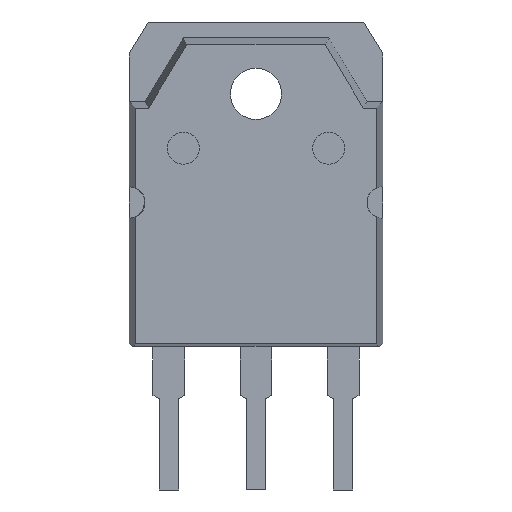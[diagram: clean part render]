
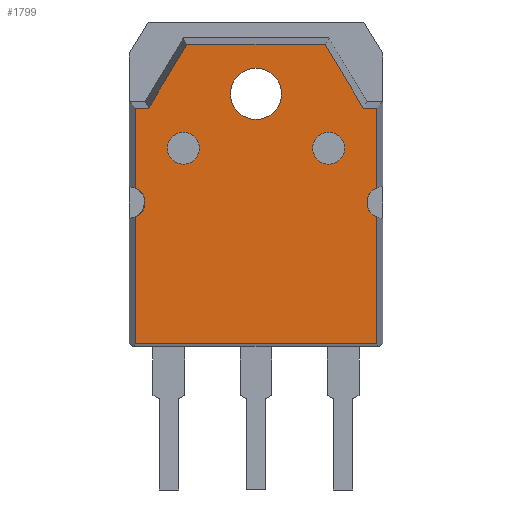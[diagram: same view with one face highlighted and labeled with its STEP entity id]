
A CAD part, front view. The second image highlights one B-rep face of the part: STEP entity #1799.
In plain terms, the highlighted planar face has unit normal (0, -1, 0).
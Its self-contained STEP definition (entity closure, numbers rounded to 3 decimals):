
#957=CARTESIAN_POINT('',(1.6,-1.625,21.));
#958=VERTEX_POINT('',#957);
#974=CARTESIAN_POINT('',(-1.6,-1.625,21.));
#975=VERTEX_POINT('',#974);
#982=CARTESIAN_POINT('',(0.,-1.625,21.));
#983=DIRECTION('',(0.0,1.0,0.0));
#984=DIRECTION('',(1.0,0.0,0.0));
#985=AXIS2_PLACEMENT_3D('',#982,#983,#984);
#986=CIRCLE('',#985,1.6);
#987=EDGE_CURVE('',#958,#975,#986,.T.);
#997=CARTESIAN_POINT('',(-3.55,-1.625,17.6));
#998=VERTEX_POINT('',#997);
#1007=CARTESIAN_POINT('',(-5.55,-1.625,17.6));
#1008=VERTEX_POINT('',#1007);
#1009=CARTESIAN_POINT('',(-4.55,-1.625,17.6));
#1010=DIRECTION('',(0.0,1.0,0.0));
#1011=DIRECTION('',(1.0,0.0,0.0));
#1012=AXIS2_PLACEMENT_3D('',#1009,#1010,#1011);
#1013=CIRCLE('',#1012,1.0);
#1014=EDGE_CURVE('',#1008,#998,#1013,.T.);
#1039=CARTESIAN_POINT('',(5.55,-1.625,17.6));
#1040=VERTEX_POINT('',#1039);
#1049=CARTESIAN_POINT('',(3.55,-1.625,17.6));
#1050=VERTEX_POINT('',#1049);
#1051=CARTESIAN_POINT('',(4.55,-1.625,17.6));
#1052=DIRECTION('',(0.0,1.0,0.0));
#1053=DIRECTION('',(1.0,0.0,0.0));
#1054=AXIS2_PLACEMENT_3D('',#1051,#1052,#1053);
#1055=CIRCLE('',#1054,1.0);
#1056=EDGE_CURVE('',#1050,#1040,#1055,.T.);
#1185=CARTESIAN_POINT('',(-7.55,-1.625,5.35));
#1186=VERTEX_POINT('',#1185);
#1193=CARTESIAN_POINT('',(-7.55,-1.625,13.283));
#1194=VERTEX_POINT('',#1193);
#1195=CARTESIAN_POINT('',(-7.55,-1.625,5.35));
#1196=DIRECTION('',(0.0,0.0,1.0));
#1197=VECTOR('',#1196,7.933);
#1198=LINE('',#1195,#1197);
#1199=EDGE_CURVE('',#1186,#1194,#1198,.T.);
#1219=CARTESIAN_POINT('',(7.55,-1.625,5.35));
#1220=VERTEX_POINT('',#1219);
#1227=CARTESIAN_POINT('',(7.55,-1.625,5.35));
#1228=DIRECTION('',(-1.0,0.0,0.0));
#1229=VECTOR('',#1228,15.1);
#1230=LINE('',#1227,#1229);
#1231=EDGE_CURVE('',#1220,#1186,#1230,.T.);
#1250=CARTESIAN_POINT('',(7.55,-1.625,13.283));
#1251=VERTEX_POINT('',#1250);
#1259=CARTESIAN_POINT('',(7.55,-1.625,13.283));
#1260=DIRECTION('',(0.0,0.0,-1.0));
#1261=VECTOR('',#1260,7.933);
#1262=LINE('',#1259,#1261);
#1263=EDGE_CURVE('',#1251,#1220,#1262,.T.);
#1293=CARTESIAN_POINT('',(7.55,-1.625,15.117));
#1294=VERTEX_POINT('',#1293);
#1302=CARTESIAN_POINT('',(7.95,-1.625,14.2));
#1303=DIRECTION('',(0.0,1.0,0.0));
#1304=DIRECTION('',(-1.0,0.0,0.0));
#1305=AXIS2_PLACEMENT_3D('',#1302,#1303,#1304);
#1306=CIRCLE('',#1305,1.0);
#1307=EDGE_CURVE('',#1251,#1294,#1306,.T.);
#1355=CARTESIAN_POINT('',(-7.55,-1.625,15.117));
#1356=VERTEX_POINT('',#1355);
#1364=CARTESIAN_POINT('',(-7.55,-1.625,20.1));
#1365=VERTEX_POINT('',#1364);
#1366=CARTESIAN_POINT('',(-7.55,-1.625,15.117));
#1367=DIRECTION('',(0.0,0.0,1.0));
#1368=VECTOR('',#1367,4.983);
#1369=LINE('',#1366,#1368);
#1370=EDGE_CURVE('',#1356,#1365,#1369,.T.);
#1396=CARTESIAN_POINT('',(-6.724,-1.625,20.1));
#1397=VERTEX_POINT('',#1396);
#1398=CARTESIAN_POINT('',(-7.55,-1.625,20.1));
#1399=DIRECTION('',(1.0,0.0,0.0));
#1400=VECTOR('',#1399,0.826);
#1401=LINE('',#1398,#1400);
#1402=EDGE_CURVE('',#1365,#1397,#1401,.T.);
#1418=CARTESIAN_POINT('',(-4.324,-1.625,24.1));
#1419=VERTEX_POINT('',#1418);
#1420=CARTESIAN_POINT('',(-6.724,-1.625,20.1));
#1421=DIRECTION('',(0.514,0.,0.857));
#1422=VECTOR('',#1421,4.665);
#1423=LINE('',#1420,#1422);
#1424=EDGE_CURVE('',#1397,#1419,#1423,.T.);
#1449=CARTESIAN_POINT('',(4.324,-1.625,24.1));
#1450=VERTEX_POINT('',#1449);
#1451=CARTESIAN_POINT('',(-4.324,-1.625,24.1));
#1452=DIRECTION('',(1.0,0.0,0.0));
#1453=VECTOR('',#1452,8.647);
#1454=LINE('',#1451,#1453);
#1455=EDGE_CURVE('',#1419,#1450,#1454,.T.);
#1480=CARTESIAN_POINT('',(6.724,-1.625,20.1));
#1481=VERTEX_POINT('',#1480);
#1482=CARTESIAN_POINT('',(4.324,-1.625,24.1));
#1483=DIRECTION('',(0.514,0.,-0.857));
#1484=VECTOR('',#1483,4.665);
#1485=LINE('',#1482,#1484);
#1486=EDGE_CURVE('',#1450,#1481,#1485,.T.);
#1511=CARTESIAN_POINT('',(7.55,-1.625,20.1));
#1512=VERTEX_POINT('',#1511);
#1513=CARTESIAN_POINT('',(6.724,-1.625,20.1));
#1514=DIRECTION('',(1.0,0.0,0.0));
#1515=VECTOR('',#1514,0.826);
#1516=LINE('',#1513,#1515);
#1517=EDGE_CURVE('',#1481,#1512,#1516,.T.);
#1543=CARTESIAN_POINT('',(7.55,-1.625,20.1));
#1544=DIRECTION('',(0.0,0.0,-1.0));
#1545=VECTOR('',#1544,4.983);
#1546=LINE('',#1543,#1545);
#1547=EDGE_CURVE('',#1512,#1294,#1546,.T.);
#1614=CARTESIAN_POINT('',(4.55,-1.625,17.6));
#1615=DIRECTION('',(0.0,1.0,0.0));
#1616=DIRECTION('',(1.0,0.0,0.0));
#1617=AXIS2_PLACEMENT_3D('',#1614,#1615,#1616);
#1618=CIRCLE('',#1617,1.0);
#1619=EDGE_CURVE('',#1040,#1050,#1618,.T.);
#1648=CARTESIAN_POINT('',(-4.55,-1.625,17.6));
#1649=DIRECTION('',(0.0,1.0,0.0));
#1650=DIRECTION('',(1.0,0.0,0.0));
#1651=AXIS2_PLACEMENT_3D('',#1648,#1649,#1650);
#1652=CIRCLE('',#1651,1.0);
#1653=EDGE_CURVE('',#998,#1008,#1652,.T.);
#1674=CARTESIAN_POINT('',(0.,-1.625,21.));
#1675=DIRECTION('',(0.0,1.0,0.0));
#1676=DIRECTION('',(1.0,0.0,0.0));
#1677=AXIS2_PLACEMENT_3D('',#1674,#1675,#1676);
#1678=CIRCLE('',#1677,1.6);
#1679=EDGE_CURVE('',#975,#958,#1678,.T.);
#1730=CARTESIAN_POINT('',(-7.95,-1.625,14.2));
#1731=DIRECTION('',(0.0,1.0,0.0));
#1732=DIRECTION('',(1.0,0.0,0.0));
#1733=AXIS2_PLACEMENT_3D('',#1730,#1731,#1732);
#1734=CIRCLE('',#1733,1.0);
#1735=EDGE_CURVE('',#1356,#1194,#1734,.T.);
#1768=CARTESIAN_POINT('',(0.,-1.625,14.19));
#1769=DIRECTION('',(0.0,-1.0,0.0));
#1770=DIRECTION('',(1.0,0.0,0.0));
#1771=AXIS2_PLACEMENT_3D('',#1768,#1769,#1770);
#1772=PLANE('',#1771);
#1773=ORIENTED_EDGE('',*,*,#1231,.F.);
#1774=ORIENTED_EDGE('',*,*,#1263,.F.);
#1775=ORIENTED_EDGE('',*,*,#1307,.T.);
#1776=ORIENTED_EDGE('',*,*,#1547,.F.);
#1777=ORIENTED_EDGE('',*,*,#1517,.F.);
#1778=ORIENTED_EDGE('',*,*,#1486,.F.);
#1779=ORIENTED_EDGE('',*,*,#1455,.F.);
#1780=ORIENTED_EDGE('',*,*,#1424,.F.);
#1781=ORIENTED_EDGE('',*,*,#1402,.F.);
#1782=ORIENTED_EDGE('',*,*,#1370,.F.);
#1783=ORIENTED_EDGE('',*,*,#1735,.T.);
#1784=ORIENTED_EDGE('',*,*,#1199,.F.);
#1785=EDGE_LOOP('',(#1773,#1774,#1775,#1776,#1777,#1778,#1779,#1780,#1781,#1782,#1783,#1784));
#1786=FACE_OUTER_BOUND('',#1785,.T.);
#1787=ORIENTED_EDGE('',*,*,#1619,.T.);
#1788=ORIENTED_EDGE('',*,*,#1056,.T.);
#1789=EDGE_LOOP('',(#1787,#1788));
#1790=FACE_BOUND('',#1789,.T.);
#1791=ORIENTED_EDGE('',*,*,#1653,.T.);
#1792=ORIENTED_EDGE('',*,*,#1014,.T.);
#1793=EDGE_LOOP('',(#1791,#1792));
#1794=FACE_BOUND('',#1793,.T.);
#1795=ORIENTED_EDGE('',*,*,#987,.T.);
#1796=ORIENTED_EDGE('',*,*,#1679,.T.);
#1797=EDGE_LOOP('',(#1795,#1796));
#1798=FACE_BOUND('',#1797,.T.);
#1799=ADVANCED_FACE('',(#1786,#1790,#1794,#1798),#1772,.T.);
